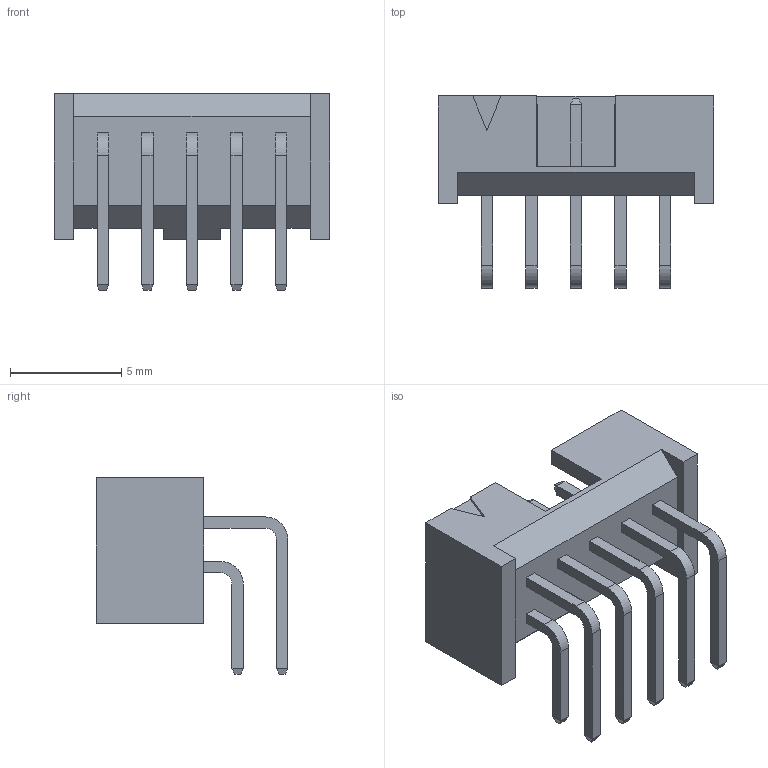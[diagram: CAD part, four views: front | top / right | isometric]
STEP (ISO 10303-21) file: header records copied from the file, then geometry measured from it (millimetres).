
FILE_DESCRIPTION( ( 'STEP AP214' ), '1' );
FILE_NAME( 'LTMM-105-02-S-D-RA.stp', '2021-08-17T13:50:58', ( 'License CC BY-ND 4.0' ), ( 'CADENAS' ), ' ', 'PARTsolutions', ' ' );
FILE_SCHEMA( ( 'AUTOMOTIVE_DESIGN { 1 0 10303 214 1 1 1 1 }' ) );
Length unit declared in the file: inch
Products named in the file (4): LTMM-105-02-S-D-RA; _LTMM-105-02-S-D-RA_body; _LTMM-105-02-S-D-RA_pins1; _LTMM-105-02-S-D-RA_pins2
Assembly tree (3 placements, depth 2):
  LTMM-105-02-S-D-RA
    _LTMM-105-02-S-D-RA_body
    _LTMM-105-02-S-D-RA_pins1
    _LTMM-105-02-S-D-RA_pins2
Bounding box: 12.38 x 8.6 x 8.82 mm (x, y, z)
Volume: 212.2 mm3; surface area: 781.2 mm2
Topology: 3 solids, 3 shells, 287 faces, 739 edges, 466 vertices
Faces by surface type: plane 267, cylinder 20
Entity records: 10879 total; most frequent: CARTESIAN_POINT 1496, ORIENTED_EDGE 1478, DIRECTION 1361, EDGE_CURVE 739, LINE 699, VECTOR 699, VERTEX_POINT 466, AXIS2_PLACEMENT_3D 331
